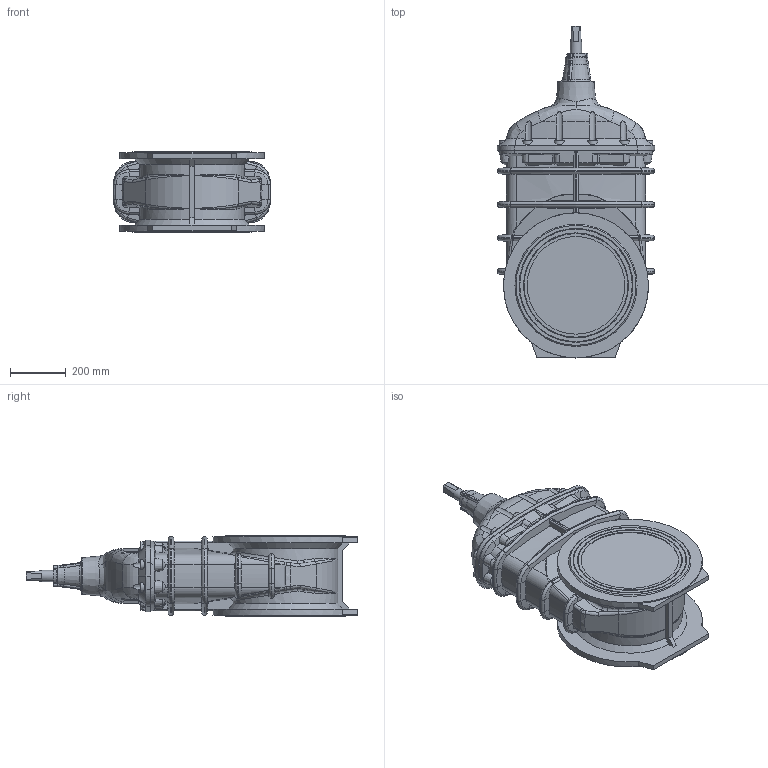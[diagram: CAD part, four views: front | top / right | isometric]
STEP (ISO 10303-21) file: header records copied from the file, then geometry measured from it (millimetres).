
FILE_DESCRIPTION (( 'STEP AP203' ), '1' );
FILE_NAME ('O_06_30_DN350_AA1_step.step', '2016-05-18T09:20:09', ( 'Windows User' ), ( 'AVK' ), 'SwSTEP 2.0', 'SolidWorks 2012', '' );
FILE_SCHEMA (( 'CONFIG_CONTROL_DESIGN' ));
Length unit declared in the file: millimetre
Products named in the file (1): O_06_30_DN350_AA1_step
Bounding box: 564 x 1190 x 290 mm (x, y, z)
Volume: 87262221 mm3; surface area: 2004156 mm2
Topology: 1 solids, 1 shells, 676 faces, 1719 edges, 1048 vertices
Faces by surface type: cone 164, bspline 148, cylinder 142, plane 137, torus 85
Full cylindrical faces by diameter (mm): 40 x1, 350 x2, 520 x2
Entity records: 31760 total; most frequent: CARTESIAN_POINT 17525, ORIENTED_EDGE 3370, DIRECTION 2441, EDGE_CURVE 1685, VERTEX_POINT 1044, AXIS2_PLACEMENT_3D 1028, EDGE_LOOP 709, FACE_OUTER_BOUND 687
